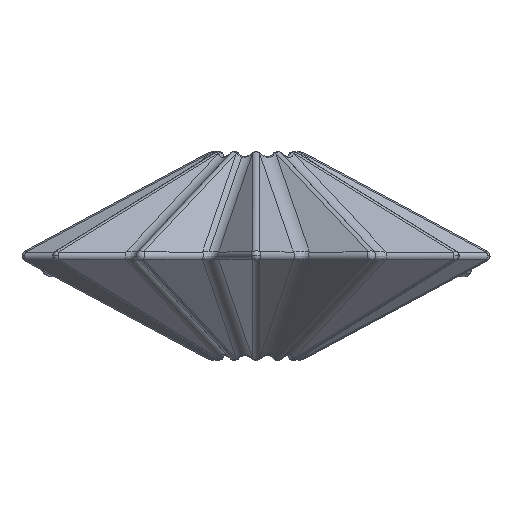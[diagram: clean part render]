
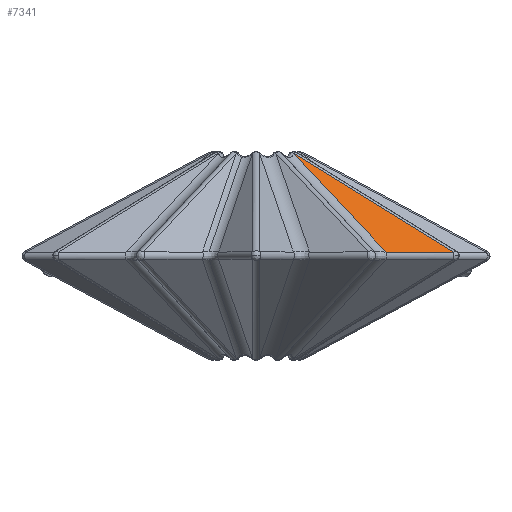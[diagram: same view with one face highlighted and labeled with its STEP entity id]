
A CAD part, top view. The second image highlights one B-rep face of the part: STEP entity #7341.
In plain terms, the highlighted free-form (B-spline) face has degree [1, 1] with [2, 2] control points.
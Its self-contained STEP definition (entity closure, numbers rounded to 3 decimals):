
#5287 = VERTEX_POINT('',#5288);
#5288 = CARTESIAN_POINT('',(-32.081,16.838,
    76.804));
#7341 = ADVANCED_FACE('',(#7342),#7372,.T.);
#7342 = FACE_BOUND('',#7343,.T.);
#7343 = EDGE_LOOP('',(#7344,#7351,#7360,#7367));
#7344 = ORIENTED_EDGE('',*,*,#7345,.T.);
#7345 = EDGE_CURVE('',#5287,#7346,#7348,.T.);
#7346 = VERTEX_POINT('',#7347);
#7347 = CARTESIAN_POINT('',(-41.709,22.799,
    71.245));
#7348 = B_SPLINE_CURVE_WITH_KNOTS('',1,(#7349,#7350),.UNSPECIFIED.,.F.,
  .F.,(2,2),(-23.001,-7.403),.PIECEWISE_BEZIER_KNOTS.);
#7349 = CARTESIAN_POINT('',(-32.081,16.838,
    76.804));
#7350 = CARTESIAN_POINT('',(-41.709,22.799,
    71.245));
#7351 = ORIENTED_EDGE('',*,*,#7352,.T.);
#7352 = EDGE_CURVE('',#7346,#7353,#7355,.T.);
#7353 = VERTEX_POINT('',#7354);
#7354 = CARTESIAN_POINT('',(-41.712,22.792,
    71.252));
#7355 = ( BOUNDED_CURVE() B_SPLINE_CURVE(3,(#7356,#7357,#7358,#7359),
.UNSPECIFIED.,.F.,.F.) B_SPLINE_CURVE_WITH_KNOTS((4,4),(2.094,
2.097),.PIECEWISE_BEZIER_KNOTS.) CURVE() 
GEOMETRIC_REPRESENTATION_ITEM() RATIONAL_B_SPLINE_CURVE((1.,
1.,1.,1.)) REPRESENTATION_ITEM('') );
#7356 = CARTESIAN_POINT('',(-41.709,22.799,
    71.245));
#7357 = CARTESIAN_POINT('',(-41.71,22.797,
    71.247));
#7358 = CARTESIAN_POINT('',(-41.711,22.794,
    71.249));
#7359 = CARTESIAN_POINT('',(-41.712,22.792,
    71.252));
#7360 = ORIENTED_EDGE('',*,*,#7361,.T.);
#7361 = EDGE_CURVE('',#7353,#7362,#7364,.T.);
#7362 = VERTEX_POINT('',#7363);
#7363 = CARTESIAN_POINT('',(-36.16,16.838,
    76.804));
#7364 = B_SPLINE_CURVE_WITH_KNOTS('',1,(#7365,#7366),.UNSPECIFIED.,.F.,
  .F.,(2,2),(-12.5,-0.316),.PIECEWISE_BEZIER_KNOTS.);
#7365 = CARTESIAN_POINT('',(-41.712,22.792,
    71.252));
#7366 = CARTESIAN_POINT('',(-36.16,16.838,
    76.804));
#7367 = ORIENTED_EDGE('',*,*,#7368,.T.);
#7368 = EDGE_CURVE('',#7362,#5287,#7369,.T.);
#7369 = B_SPLINE_CURVE_WITH_KNOTS('',1,(#7370,#7371),.UNSPECIFIED.,.F.,
  .F.,(2,2),(25.659,30.703),.PIECEWISE_BEZIER_KNOTS.);
#7370 = CARTESIAN_POINT('',(-36.16,16.838,
    76.804));
#7371 = CARTESIAN_POINT('',(-32.081,16.838,
    76.804));
#7372 = B_SPLINE_SURFACE_WITH_KNOTS('',1,1,(
    (#7373,#7374)
    ,(#7375,#7376
    )),.UNSPECIFIED.,.F.,.F.,.F.,(2,2),(2,2),(-10.747,
    -0.669),(18.794,30.703),
  .PIECEWISE_BEZIER_KNOTS.);
#7373 = CARTESIAN_POINT('',(-41.712,22.799,
    71.245));
#7374 = CARTESIAN_POINT('',(-32.081,22.799,
    71.245));
#7375 = CARTESIAN_POINT('',(-41.712,16.838,
    76.804));
#7376 = CARTESIAN_POINT('',(-32.081,16.838,
    76.804));
